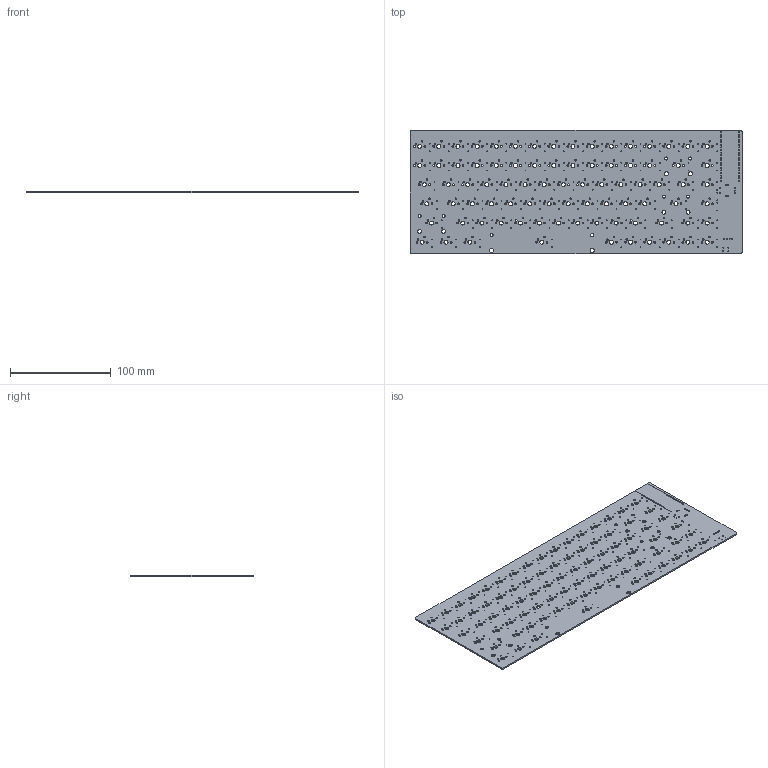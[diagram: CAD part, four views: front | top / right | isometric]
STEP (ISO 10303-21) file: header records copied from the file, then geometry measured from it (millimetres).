
FILE_DESCRIPTION(('KiCad electronic assembly'),'2;1');
FILE_NAME('Riptide PCB Board Model v1.step','2025-07-28T10:46:40',( 'Pcbnew'),('Kicad'),'Open CASCADE STEP processor 7.8', 'KiCad to STEP converter','Unknown');
FILE_SCHEMA(('AUTOMOTIVE_DESIGN { 1 0 10303 214 1 1 1 1 }'));
Length unit declared in the file: millimetre
Products named in the file (2): Riptide PCB Board Model v1 1; Riptide_PCB
Assembly tree (1 placements, depth 2):
  Riptide PCB Board Model v1 1
    Riptide_PCB
Bounding box: 330 x 123 x 1.51 mm (x, y, z)
Volume: 58196 mm3; surface area: 83808.7 mm2
Topology: 1 solids, 1 shells, 677 faces, 2025 edges, 1350 vertices
Faces by surface type: cylinder 667, plane 10
Full cylindrical faces by diameter (mm): 0.7 x4, 0.8 x170, 1 x49, 1.5 x168, 1.7 x2, 1.75 x166, 3.048 x6, 3.05 x2, 3.988 x6, 4 x86
Entity records: 26314 total; most frequent: DIRECTION 4717, CARTESIAN_POINT 4054, ORIENTED_EDGE 4050, EDGE_CURVE 2025, AXIS2_PLACEMENT_3D 2013, FACE_BOUND 1999, EDGE_LOOP 1999, VERTEX_POINT 1350
